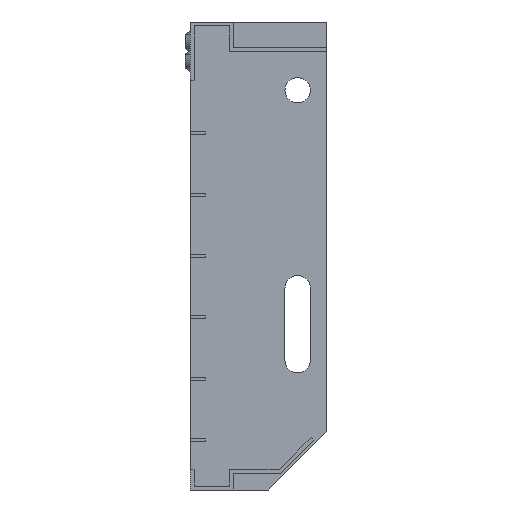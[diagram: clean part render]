
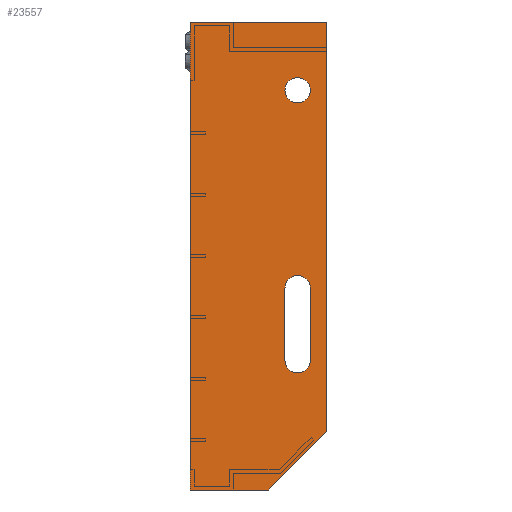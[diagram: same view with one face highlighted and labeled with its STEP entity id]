
A CAD part, left-side view. The second image highlights one B-rep face of the part: STEP entity #23557.
In plain terms, the highlighted planar face has unit normal (-1, 0, 0).
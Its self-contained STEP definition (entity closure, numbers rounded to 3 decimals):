
#268 = VECTOR ( 'NONE', #1590, 1000. ) ;
#285 = ORIENTED_EDGE ( 'NONE', *, *, #6373, .T. ) ;
#382 = LINE ( 'NONE', #25292, #33822 ) ;
#539 = ORIENTED_EDGE ( 'NONE', *, *, #6980, .F. ) ;
#1062 = AXIS2_PLACEMENT_3D ( 'NONE', #14785, #29382, #34651 ) ;
#1572 = VERTEX_POINT ( 'NONE', #17078 ) ;
#1582 = CARTESIAN_POINT ( 'NONE',  ( -600., 0., -210. ) ) ;
#1590 = DIRECTION ( 'NONE',  ( 0., 0.707, -0.707 ) ) ;
#1667 = CIRCLE ( 'NONE', #28901, 6.5 ) ;
#1734 = EDGE_LOOP ( 'NONE', ( #33916, #539, #19391, #12544, #6764 ) ) ;
#1942 = VERTEX_POINT ( 'NONE', #1582 ) ;
#3009 = VERTEX_POINT ( 'NONE', #15891 ) ;
#4171 = DIRECTION ( 'NONE',  ( 1., 0., 0. ) ) ;
#4383 = DIRECTION ( 'NONE',  ( 0., 0., -1. ) ) ;
#4874 = DIRECTION ( 'NONE',  ( 0., 0., -1. ) ) ;
#5585 = VECTOR ( 'NONE', #17495, 1000. ) ;
#6373 = EDGE_CURVE ( 'NONE', #3009, #1572, #31497, .T. ) ;
#6450 = EDGE_CURVE ( 'NONE', #13204, #33184, #16287, .T. ) ;
#6713 = DIRECTION ( 'NONE',  ( 0., 0., 1. ) ) ;
#6743 = CARTESIAN_POINT ( 'NONE',  ( -600., 30., -240. ) ) ;
#6764 = ORIENTED_EDGE ( 'NONE', *, *, #21178, .F. ) ;
#6980 = EDGE_CURVE ( 'NONE', #16782, #24424, #28290, .T. ) ;
#6983 = LINE ( 'NONE', #24559, #22999 ) ;
#7210 = VERTEX_POINT ( 'NONE', #18979 ) ;
#7483 = CARTESIAN_POINT ( 'NONE',  ( -600., 15., -173.5 ) ) ;
#7521 = DIRECTION ( 'NONE',  ( 0., 0., 1. ) ) ;
#8522 = ORIENTED_EDGE ( 'NONE', *, *, #6450, .T. ) ;
#8686 = LINE ( 'NONE', #18567, #268 ) ;
#9089 = DIRECTION ( 'NONE',  ( 0., 0., -1. ) ) ;
#9988 = DIRECTION ( 'NONE',  ( 0., 0., -1. ) ) ;
#10065 = EDGE_LOOP ( 'NONE', ( #36400, #35071, #285, #19457, #28095 ) ) ;
#10139 = CIRCLE ( 'NONE', #22716, 6.5 ) ;
#10518 = EDGE_CURVE ( 'NONE', #33395, #7210, #26349, .T. ) ;
#11649 = DIRECTION ( 'NONE',  ( 0., 1., 0. ) ) ;
#12544 = ORIENTED_EDGE ( 'NONE', *, *, #10518, .F. ) ;
#13204 = VERTEX_POINT ( 'NONE', #26746 ) ;
#13361 = VERTEX_POINT ( 'NONE', #19709 ) ;
#13377 = VECTOR ( 'NONE', #14067, 1000. ) ;
#14067 = DIRECTION ( 'NONE',  ( 0., 0., 1. ) ) ;
#14474 = EDGE_CURVE ( 'NONE', #13361, #16592, #16158, .T. ) ;
#14785 = CARTESIAN_POINT ( 'NONE',  ( -600., 15., -35. ) ) ;
#15891 = CARTESIAN_POINT ( 'NONE',  ( -600., 15., -180. ) ) ;
#16158 = LINE ( 'NONE', #33275, #17476 ) ;
#16287 = CIRCLE ( 'NONE', #28914, 6.5 ) ;
#16592 = VERTEX_POINT ( 'NONE', #29910 ) ;
#16782 = VERTEX_POINT ( 'NONE', #31480 ) ;
#16980 = FACE_BOUND ( 'NONE', #10065, .T. ) ;
#16993 = ORIENTED_EDGE ( 'NONE', *, *, #28143, .T. ) ;
#17078 = CARTESIAN_POINT ( 'NONE',  ( -600., 21.5, -173.5 ) ) ;
#17476 = VECTOR ( 'NONE', #4874, 1000. ) ;
#17495 = DIRECTION ( 'NONE',  ( 0., -1., 0. ) ) ;
#17532 = CARTESIAN_POINT ( 'NONE',  ( -600., 15., -35. ) ) ;
#17703 = EDGE_CURVE ( 'NONE', #24424, #1942, #382, .T. ) ;
#17826 = LINE ( 'NONE', #25797, #13377 ) ;
#17863 = FACE_OUTER_BOUND ( 'NONE', #1734, .T. ) ;
#18053 = AXIS2_PLACEMENT_3D ( 'NONE', #23503, #21001, #6713 ) ;
#18132 = PLANE ( 'NONE',  #18053 ) ;
#18567 = CARTESIAN_POINT ( 'NONE',  ( -600., 30., -240. ) ) ;
#18739 = VECTOR ( 'NONE', #11649, 1000. ) ;
#18979 = CARTESIAN_POINT ( 'NONE',  ( -600., 70., -240. ) ) ;
#19391 = ORIENTED_EDGE ( 'NONE', *, *, #19855, .F. ) ;
#19457 = ORIENTED_EDGE ( 'NONE', *, *, #32082, .T. ) ;
#19669 = FACE_BOUND ( 'NONE', #34060, .T. ) ;
#19709 = CARTESIAN_POINT ( 'NONE',  ( -600., 8.5, -136.5 ) ) ;
#19855 = EDGE_CURVE ( 'NONE', #7210, #16782, #6983, .T. ) ;
#21001 = DIRECTION ( 'NONE',  ( 1., 0., 0. ) ) ;
#21178 = EDGE_CURVE ( 'NONE', #1942, #33395, #8686, .T. ) ;
#21432 = VERTEX_POINT ( 'NONE', #25172 ) ;
#22716 = AXIS2_PLACEMENT_3D ( 'NONE', #7483, #27402, #4383 ) ;
#22920 = CARTESIAN_POINT ( 'NONE',  ( -600., 15., -173.5 ) ) ;
#22999 = VECTOR ( 'NONE', #7521, 1000. ) ;
#23503 = CARTESIAN_POINT ( 'NONE',  ( -600., 0., 0. ) ) ;
#23557 = ADVANCED_FACE ( 'NONE', ( #16980, #19669, #17863 ), #18132, .F. ) ;
#24368 = CIRCLE ( 'NONE', #1062, 6.5 ) ;
#24424 = VERTEX_POINT ( 'NONE', #33806 ) ;
#24559 = CARTESIAN_POINT ( 'NONE',  ( -600., 70., 0. ) ) ;
#24681 = CARTESIAN_POINT ( 'NONE',  ( -600., 15., -41.5 ) ) ;
#25172 = CARTESIAN_POINT ( 'NONE',  ( -600., 21.5, -136.5 ) ) ;
#25292 = CARTESIAN_POINT ( 'NONE',  ( -600., 0., -210. ) ) ;
#25797 = CARTESIAN_POINT ( 'NONE',  ( -600., 21.5, -173.5 ) ) ;
#26349 = LINE ( 'NONE', #33884, #18739 ) ;
#26382 = CARTESIAN_POINT ( 'NONE',  ( -600., 0., 0. ) ) ;
#26746 = CARTESIAN_POINT ( 'NONE',  ( -600., 15., -28.5 ) ) ;
#27092 = EDGE_CURVE ( 'NONE', #21432, #13361, #1667, .T. ) ;
#27207 = CARTESIAN_POINT ( 'NONE',  ( -600., 15., -136.5 ) ) ;
#27402 = DIRECTION ( 'NONE',  ( 1., 0., 0. ) ) ;
#27780 = EDGE_CURVE ( 'NONE', #16592, #3009, #10139, .T. ) ;
#28095 = ORIENTED_EDGE ( 'NONE', *, *, #27092, .T. ) ;
#28143 = EDGE_CURVE ( 'NONE', #33184, #13204, #24368, .T. ) ;
#28290 = LINE ( 'NONE', #26382, #5585 ) ;
#28901 = AXIS2_PLACEMENT_3D ( 'NONE', #27207, #4171, #9988 ) ;
#28914 = AXIS2_PLACEMENT_3D ( 'NONE', #17532, #31901, #34690 ) ;
#29382 = DIRECTION ( 'NONE',  ( 1., 0., 0. ) ) ;
#29623 = AXIS2_PLACEMENT_3D ( 'NONE', #22920, #30919, #9089 ) ;
#29910 = CARTESIAN_POINT ( 'NONE',  ( -600., 8.5, -173.5 ) ) ;
#30667 = DIRECTION ( 'NONE',  ( 0., 0., -1. ) ) ;
#30919 = DIRECTION ( 'NONE',  ( 1., 0., 0. ) ) ;
#31480 = CARTESIAN_POINT ( 'NONE',  ( -600., 70., 0. ) ) ;
#31497 = CIRCLE ( 'NONE', #29623, 6.5 ) ;
#31901 = DIRECTION ( 'NONE',  ( 1., 0., 0. ) ) ;
#32082 = EDGE_CURVE ( 'NONE', #1572, #21432, #17826, .T. ) ;
#33184 = VERTEX_POINT ( 'NONE', #24681 ) ;
#33275 = CARTESIAN_POINT ( 'NONE',  ( -600., 8.5, -136.5 ) ) ;
#33395 = VERTEX_POINT ( 'NONE', #6743 ) ;
#33806 = CARTESIAN_POINT ( 'NONE',  ( -600., 0., 0. ) ) ;
#33822 = VECTOR ( 'NONE', #30667, 1000. ) ;
#33884 = CARTESIAN_POINT ( 'NONE',  ( -600., 70., -240. ) ) ;
#33916 = ORIENTED_EDGE ( 'NONE', *, *, #17703, .F. ) ;
#34060 = EDGE_LOOP ( 'NONE', ( #16993, #8522 ) ) ;
#34651 = DIRECTION ( 'NONE',  ( 0., 0., -1. ) ) ;
#34690 = DIRECTION ( 'NONE',  ( 0., 0., -1. ) ) ;
#35071 = ORIENTED_EDGE ( 'NONE', *, *, #27780, .T. ) ;
#36400 = ORIENTED_EDGE ( 'NONE', *, *, #14474, .T. ) ;
